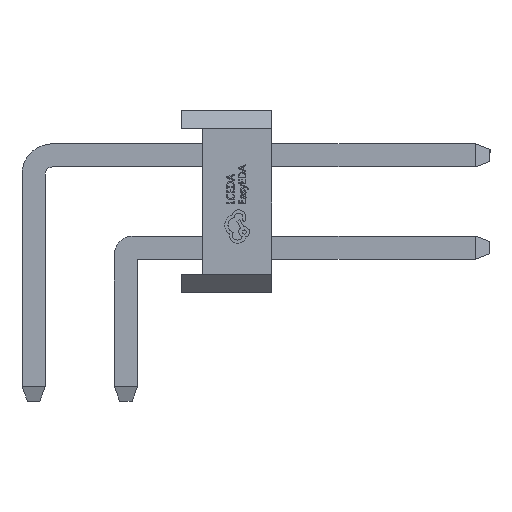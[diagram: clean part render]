
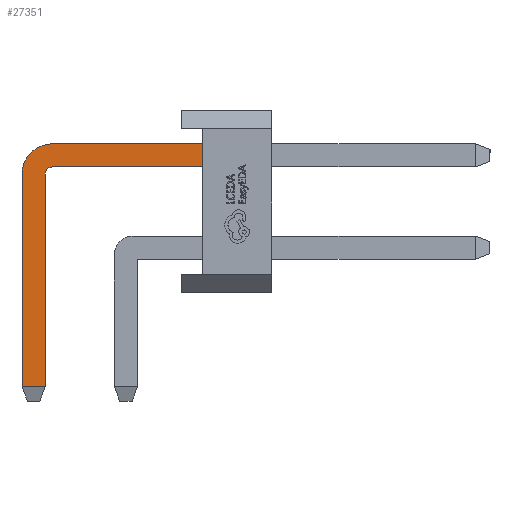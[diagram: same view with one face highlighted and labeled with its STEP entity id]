
A CAD part, left-side view. The second image highlights one B-rep face of the part: STEP entity #27351.
In plain terms, the highlighted planar face has unit normal (-1, 0, 0).
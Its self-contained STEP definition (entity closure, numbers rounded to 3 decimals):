
#86 = AXIS2_PLACEMENT_3D ( 'NONE', #6682, #11563, #7435 ) ;
#1720 = LINE ( 'NONE', #13117, #19795 ) ;
#1832 = CARTESIAN_POINT ( 'NONE',  ( -18.1, -0.6, 0.95 ) ) ;
#3201 = EDGE_CURVE ( 'NONE', #39938, #33627, #20333, .T. ) ;
#3536 = PLANE ( 'NONE',  #86 ) ;
#3980 = DIRECTION ( 'NONE',  ( 0., 0., -1. ) ) ;
#4225 = EDGE_LOOP ( 'NONE', ( #25232, #43795, #7678, #14242, #48218, #4919, #26663, #5977 ) ) ;
#4260 = LINE ( 'NONE', #27119, #43938 ) ;
#4680 = LINE ( 'NONE', #16644, #48607 ) ;
#4919 = ORIENTED_EDGE ( 'NONE', *, *, #6297, .T. ) ;
#4981 = CARTESIAN_POINT ( 'NONE',  ( -18.1, -8.5, 0.95 ) ) ;
#5977 = ORIENTED_EDGE ( 'NONE', *, *, #43179, .T. ) ;
#6297 = EDGE_CURVE ( 'NONE', #39938, #50693, #4680, .T. ) ;
#6682 = CARTESIAN_POINT ( 'NONE',  ( -18.1, 3.54, 0.75 ) ) ;
#7435 = DIRECTION ( 'NONE',  ( 0., 1., 0. ) ) ;
#7678 = ORIENTED_EDGE ( 'NONE', *, *, #40345, .F. ) ;
#10719 = EDGE_CURVE ( 'NONE', #12433, #28718, #1720, .T. ) ;
#11563 = DIRECTION ( 'NONE',  ( 1., 0., 0. ) ) ;
#11693 = CARTESIAN_POINT ( 'NONE',  ( -18.1, 3.54, 0.95 ) ) ;
#12433 = VERTEX_POINT ( 'NONE', #33676 ) ;
#13117 = CARTESIAN_POINT ( 'NONE',  ( -18.1, 4.38, 0.75 ) ) ;
#14242 = ORIENTED_EDGE ( 'NONE', *, *, #26711, .F. ) ;
#14415 = AXIS2_PLACEMENT_3D ( 'NONE', #19511, #20024, #42820 ) ;
#15050 = VERTEX_POINT ( 'NONE', #43071 ) ;
#16644 = CARTESIAN_POINT ( 'NONE',  ( -18.1, -0.6, -2. ) ) ;
#16733 = VERTEX_POINT ( 'NONE', #45785 ) ;
#17533 = VECTOR ( 'NONE', #19219, 1000. ) ;
#19219 = DIRECTION ( 'NONE',  ( 0., 1., 0. ) ) ;
#19511 = CARTESIAN_POINT ( 'NONE',  ( -18.1, 3.54, 0.75 ) ) ;
#19795 = VECTOR ( 'NONE', #28977, 1000. ) ;
#19938 = AXIS2_PLACEMENT_3D ( 'NONE', #29207, #21424, #29457 ) ;
#20024 = DIRECTION ( 'NONE',  ( -1., 0., 0. ) ) ;
#20333 = LINE ( 'NONE', #4981, #50401 ) ;
#21424 = DIRECTION ( 'NONE',  ( -1., 0., 0. ) ) ;
#21559 = CARTESIAN_POINT ( 'NONE',  ( -18.1, 4.38, -5.088 ) ) ;
#25232 = ORIENTED_EDGE ( 'NONE', *, *, #10719, .T. ) ;
#26663 = ORIENTED_EDGE ( 'NONE', *, *, #27094, .T. ) ;
#26702 = CARTESIAN_POINT ( 'NONE',  ( -18.1, -0.6, 1.59 ) ) ;
#26711 = EDGE_CURVE ( 'NONE', #33627, #48531, #38086, .T. ) ;
#27094 = EDGE_CURVE ( 'NONE', #50693, #15050, #38865, .T. ) ;
#27119 = CARTESIAN_POINT ( 'NONE',  ( -18.1, 3.74, 0.75 ) ) ;
#27351 = ADVANCED_FACE ( 'NONE', ( #46604 ), #3536, .F. ) ;
#27889 = DIRECTION ( 'NONE',  ( 0., -1., 0. ) ) ;
#28336 = DIRECTION ( 'NONE',  ( 0., 0., 1. ) ) ;
#28718 = VERTEX_POINT ( 'NONE', #21559 ) ;
#28977 = DIRECTION ( 'NONE',  ( 0., 0., -1. ) ) ;
#29207 = CARTESIAN_POINT ( 'NONE',  ( -18.1, 3.54, 0.75 ) ) ;
#29457 = DIRECTION ( 'NONE',  ( 0., -1., 0. ) ) ;
#31734 = CARTESIAN_POINT ( 'NONE',  ( -18.1, 3.54, -5.088 ) ) ;
#33627 = VERTEX_POINT ( 'NONE', #11693 ) ;
#33676 = CARTESIAN_POINT ( 'NONE',  ( -18.1, 4.38, 0.75 ) ) ;
#36610 = DIRECTION ( 'NONE',  ( 0., 1., 0. ) ) ;
#38086 = CIRCLE ( 'NONE', #19938, 0.2 ) ;
#38865 = LINE ( 'NONE', #51310, #17533 ) ;
#39446 = EDGE_CURVE ( 'NONE', #28718, #16733, #50690, .T. ) ;
#39698 = CARTESIAN_POINT ( 'NONE',  ( -18.1, 3.74, 0.75 ) ) ;
#39938 = VERTEX_POINT ( 'NONE', #1832 ) ;
#40345 = EDGE_CURVE ( 'NONE', #48531, #16733, #4260, .T. ) ;
#40861 = CIRCLE ( 'NONE', #14415, 0.84 ) ;
#42820 = DIRECTION ( 'NONE',  ( 0., 1., 0. ) ) ;
#43071 = CARTESIAN_POINT ( 'NONE',  ( -18.1, 3.54, 1.59 ) ) ;
#43179 = EDGE_CURVE ( 'NONE', #15050, #12433, #40861, .T. ) ;
#43795 = ORIENTED_EDGE ( 'NONE', *, *, #39446, .T. ) ;
#43938 = VECTOR ( 'NONE', #3980, 1000. ) ;
#45785 = CARTESIAN_POINT ( 'NONE',  ( -18.1, 3.74, -5.088 ) ) ;
#46604 = FACE_OUTER_BOUND ( 'NONE', #4225, .T. ) ;
#48218 = ORIENTED_EDGE ( 'NONE', *, *, #3201, .F. ) ;
#48531 = VERTEX_POINT ( 'NONE', #39698 ) ;
#48607 = VECTOR ( 'NONE', #28336, 1000. ) ;
#48731 = VECTOR ( 'NONE', #27889, 1000. ) ;
#50401 = VECTOR ( 'NONE', #36610, 1000. ) ;
#50690 = LINE ( 'NONE', #31734, #48731 ) ;
#50693 = VERTEX_POINT ( 'NONE', #26702 ) ;
#51310 = CARTESIAN_POINT ( 'NONE',  ( -18.1, -8.5, 1.59 ) ) ;
